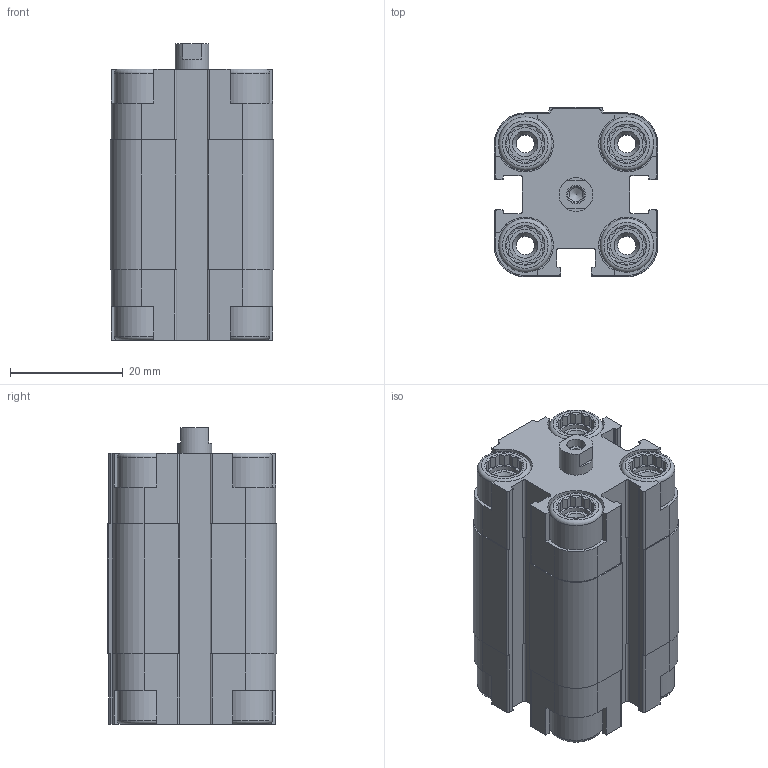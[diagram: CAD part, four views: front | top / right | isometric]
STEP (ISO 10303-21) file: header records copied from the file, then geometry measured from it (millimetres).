
FILE_DESCRIPTION(/* description */ ('STEP AP214'),/* implementation_level */ '2;1');
FILE_NAME(/* name */ '156931_AEVU-12-10-P-A',/* time_stamp */ '2024-08-02T20:01:29+02:00',/* author */ ('License CC BY-ND 4.0'),/* organization */ ('CADENAS'),/* preprocessor_version */ 'ST-DEVELOPER v19.3',/* originating_system */ 'PARTsolutions',/* authorisation */ ' ');
FILE_SCHEMA (('AUTOMOTIVE_DESIGN {1 0 10303 214 3 1 1}'));
Length unit declared in the file: millimetre
Products named in the file (4): 156931 AEVU-12-10-P-A---(0); 156931 AEVU-12-10-P-A---(0_ZR); 156931 AEVU-12-10-P-A---(KS); 340115 M5-ADVU
Assembly tree (3 placements, depth 2):
  156931 AEVU-12-10-P-A---(0)
    156931 AEVU-12-10-P-A---(0_ZR)
    156931 AEVU-12-10-P-A---(KS)
    340115 M5-ADVU
Bounding box: 29 x 30 x 52.5 mm (x, y, z)
Volume: 29791.1 mm3; surface area: 15220.3 mm2
Topology: 3 solids, 3 shells, 493 faces, 1322 edges, 874 vertices
Faces by surface type: plane 341, cylinder 120, cone 24, torus 8
Full cylindrical faces by diameter (mm): 2.459 x1, 2.5 x1, 3.242 x8, 3.3 x1, 3.95 x1, 4.134 x2, 5 x1, 5.7 x8, 6 x3, 6.1 x4, 9.5 x8, 12 x2
Entity records: 15139 total; most frequent: CARTESIAN_POINT 3170, ORIENTED_EDGE 2470, DIRECTION 2308, EDGE_CURVE 1235, VERTEX_POINT 862, LINE 772, VECTOR 772, AXIS2_PLACEMENT_3D 768
